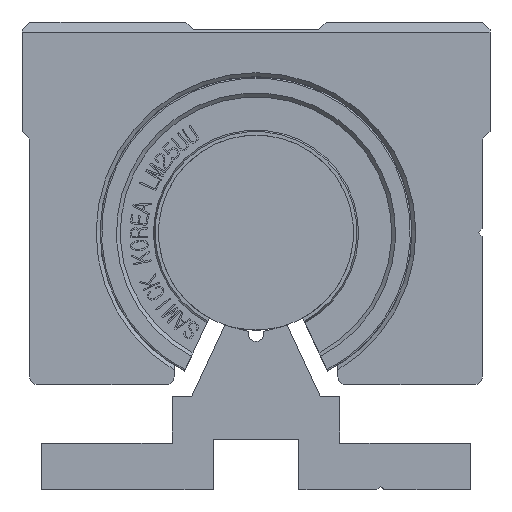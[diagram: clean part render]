
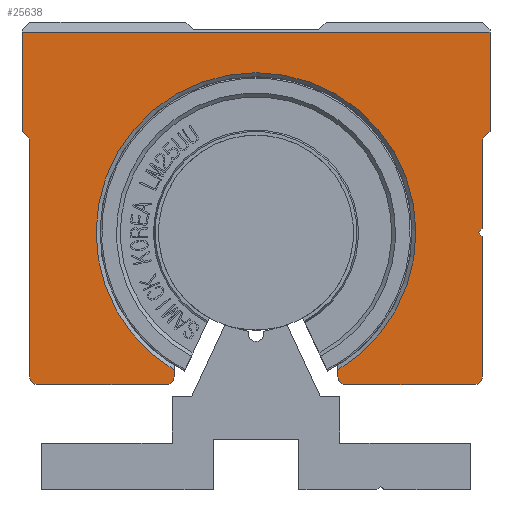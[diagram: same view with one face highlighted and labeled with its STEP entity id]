
A CAD part, front view. The second image highlights one B-rep face of the part: STEP entity #25638.
In plain terms, the highlighted face is planar.
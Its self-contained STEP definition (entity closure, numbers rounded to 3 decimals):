
#172=CIRCLE('',#26503,1.);
#173=CIRCLE('',#26504,1.);
#174=CIRCLE('',#26505,20.5);
#175=CIRCLE('',#26506,1.);
#176=CIRCLE('',#26507,1.);
#565=PLANE('',#26502);
#1564=FACE_OUTER_BOUND('',#2933,.T.);
#2933=EDGE_LOOP('',(#20163,#20164,#20165,#20166,#20167,#20168,#20169,#20170,
#20171,#20172,#20173,#20174,#20175,#20176,#20177,#20178,#20179,#20180,#20181));
#4615=LINE('',#40274,#6451);
#4634=LINE('',#40310,#6470);
#4647=LINE('',#40347,#6483);
#4648=LINE('',#40349,#6484);
#4649=LINE('',#40353,#6485);
#4650=LINE('',#40357,#6486);
#4651=LINE('',#40361,#6487);
#4652=LINE('',#40365,#6488);
#4653=LINE('',#40369,#6489);
#4654=LINE('',#40371,#6490);
#4655=LINE('',#40373,#6491);
#4656=LINE('',#40375,#6492);
#4657=LINE('',#40377,#6493);
#4658=LINE('',#40378,#6494);
#6451=VECTOR('',#28578,60.);
#6470=VECTOR('',#28611,12.7);
#6483=VECTOR('',#28638,1.414);
#6484=VECTOR('',#28639,30.5);
#6485=VECTOR('',#28642,16.5);
#6486=VECTOR('',#28645,0.893);
#6487=VECTOR('',#28648,0.893);
#6488=VECTOR('',#28651,16.5);
#6489=VECTOR('',#28654,18.);
#6490=VECTOR('',#28655,0.707);
#6491=VECTOR('',#28656,0.707);
#6492=VECTOR('',#28657,11.5);
#6493=VECTOR('',#28658,1.414);
#6494=VECTOR('',#28659,12.7);
#10530=VERTEX_POINT('',#40271);
#10531=VERTEX_POINT('',#40273);
#10541=VERTEX_POINT('',#40308);
#10558=VERTEX_POINT('',#40346);
#10559=VERTEX_POINT('',#40348);
#10560=VERTEX_POINT('',#40350);
#10561=VERTEX_POINT('',#40352);
#10562=VERTEX_POINT('',#40354);
#10563=VERTEX_POINT('',#40356);
#10564=VERTEX_POINT('',#40358);
#10565=VERTEX_POINT('',#40360);
#10566=VERTEX_POINT('',#40362);
#10567=VERTEX_POINT('',#40364);
#10568=VERTEX_POINT('',#40366);
#10569=VERTEX_POINT('',#40368);
#10570=VERTEX_POINT('',#40370);
#10571=VERTEX_POINT('',#40372);
#10572=VERTEX_POINT('',#40374);
#10573=VERTEX_POINT('',#40376);
#13871=EDGE_CURVE('',#10530,#10531,#4615,.T.);
#13890=EDGE_CURVE('',#10541,#10530,#4634,.T.);
#13908=EDGE_CURVE('',#10558,#10541,#4647,.T.);
#13909=EDGE_CURVE('',#10559,#10558,#4648,.T.);
#13910=EDGE_CURVE('',#10560,#10559,#172,.T.);
#13911=EDGE_CURVE('',#10561,#10560,#4649,.T.);
#13912=EDGE_CURVE('',#10562,#10561,#173,.T.);
#13913=EDGE_CURVE('',#10563,#10562,#4650,.T.);
#13914=EDGE_CURVE('',#10564,#10563,#174,.T.);
#13915=EDGE_CURVE('',#10565,#10564,#4651,.T.);
#13916=EDGE_CURVE('',#10566,#10565,#175,.T.);
#13917=EDGE_CURVE('',#10567,#10566,#4652,.T.);
#13918=EDGE_CURVE('',#10568,#10567,#176,.T.);
#13919=EDGE_CURVE('',#10569,#10568,#4653,.T.);
#13920=EDGE_CURVE('',#10570,#10569,#4654,.T.);
#13921=EDGE_CURVE('',#10571,#10570,#4655,.T.);
#13922=EDGE_CURVE('',#10572,#10571,#4656,.T.);
#13923=EDGE_CURVE('',#10573,#10572,#4657,.T.);
#13924=EDGE_CURVE('',#10531,#10573,#4658,.T.);
#20163=ORIENTED_EDGE('',*,*,#13871,.F.);
#20164=ORIENTED_EDGE('',*,*,#13890,.F.);
#20165=ORIENTED_EDGE('',*,*,#13908,.F.);
#20166=ORIENTED_EDGE('',*,*,#13909,.F.);
#20167=ORIENTED_EDGE('',*,*,#13910,.F.);
#20168=ORIENTED_EDGE('',*,*,#13911,.F.);
#20169=ORIENTED_EDGE('',*,*,#13912,.F.);
#20170=ORIENTED_EDGE('',*,*,#13913,.F.);
#20171=ORIENTED_EDGE('',*,*,#13914,.F.);
#20172=ORIENTED_EDGE('',*,*,#13915,.F.);
#20173=ORIENTED_EDGE('',*,*,#13916,.F.);
#20174=ORIENTED_EDGE('',*,*,#13917,.F.);
#20175=ORIENTED_EDGE('',*,*,#13918,.F.);
#20176=ORIENTED_EDGE('',*,*,#13919,.F.);
#20177=ORIENTED_EDGE('',*,*,#13920,.F.);
#20178=ORIENTED_EDGE('',*,*,#13921,.F.);
#20179=ORIENTED_EDGE('',*,*,#13922,.F.);
#20180=ORIENTED_EDGE('',*,*,#13923,.F.);
#20181=ORIENTED_EDGE('',*,*,#13924,.F.);
#25638=ADVANCED_FACE('',(#1564),#565,.T.);
#26502=AXIS2_PLACEMENT_3D('',#40345,#28636,#28637);
#26503=AXIS2_PLACEMENT_3D('',#40351,#28640,#28641);
#26504=AXIS2_PLACEMENT_3D('',#40355,#28643,#28644);
#26505=AXIS2_PLACEMENT_3D('',#40359,#28646,#28647);
#26506=AXIS2_PLACEMENT_3D('',#40363,#28649,#28650);
#26507=AXIS2_PLACEMENT_3D('',#40367,#28652,#28653);
#28578=DIRECTION('',(1.,0.,0.));
#28611=DIRECTION('',(0.,1.,0.));
#28636=DIRECTION('center_axis',(0.,0.,1.));
#28637=DIRECTION('ref_axis',(1.,0.,0.));
#28638=DIRECTION('',(-0.707,0.707,0.));
#28639=DIRECTION('',(0.,1.,0.));
#28640=DIRECTION('center_axis',(0.,0.,-1.));
#28641=DIRECTION('ref_axis',(1.,0.,0.));
#28642=DIRECTION('',(-1.,0.,0.));
#28643=DIRECTION('center_axis',(0.,0.,-1.));
#28644=DIRECTION('ref_axis',(0.,1.,0.));
#28645=DIRECTION('',(0.,-1.,0.));
#28646=DIRECTION('center_axis',(0.,0.,1.));
#28647=DIRECTION('ref_axis',(0.,1.,0.));
#28648=DIRECTION('',(0.,1.,0.));
#28649=DIRECTION('center_axis',(0.,0.,-1.));
#28650=DIRECTION('ref_axis',(1.,0.,0.));
#28651=DIRECTION('',(-1.,0.,0.));
#28652=DIRECTION('center_axis',(0.,0.,-1.));
#28653=DIRECTION('ref_axis',(0.,1.,0.));
#28654=DIRECTION('',(0.,-1.,0.));
#28655=DIRECTION('',(0.707,-0.707,0.));
#28656=DIRECTION('',(-0.707,-0.707,0.));
#28657=DIRECTION('',(0.,-1.,0.));
#28658=DIRECTION('',(-0.707,-0.707,0.));
#28659=DIRECTION('',(0.,-1.,0.));
#40271=CARTESIAN_POINT('',(-30.,25.7,32.5));
#40273=CARTESIAN_POINT('',(30.,25.7,32.5));
#40274=CARTESIAN_POINT('',(-30.,25.7,32.5));
#40308=CARTESIAN_POINT('',(-30.,13.,32.5));
#40310=CARTESIAN_POINT('',(-30.,13.,32.5));
#40345=CARTESIAN_POINT('Origin',(0.039,5.352,32.5));
#40346=CARTESIAN_POINT('',(-29.,12.,32.5));
#40347=CARTESIAN_POINT('',(-29.,12.,32.5));
#40348=CARTESIAN_POINT('',(-29.,-18.5,32.5));
#40349=CARTESIAN_POINT('',(-29.,-18.5,32.5));
#40350=CARTESIAN_POINT('',(-28.,-19.5,32.5));
#40351=CARTESIAN_POINT('Origin',(-28.,-18.5,32.5));
#40352=CARTESIAN_POINT('',(-11.5,-19.5,32.5));
#40353=CARTESIAN_POINT('',(-11.5,-19.5,32.5));
#40354=CARTESIAN_POINT('',(-10.5,-18.5,32.5));
#40355=CARTESIAN_POINT('Origin',(-11.5,-18.5,32.5));
#40356=CARTESIAN_POINT('',(-10.5,-17.607,32.5));
#40357=CARTESIAN_POINT('',(-10.5,-17.607,32.5));
#40358=CARTESIAN_POINT('',(10.5,-17.607,32.5));
#40359=CARTESIAN_POINT('Origin',(0.,0.,32.5));
#40360=CARTESIAN_POINT('',(10.5,-18.5,32.5));
#40361=CARTESIAN_POINT('',(10.5,-18.5,32.5));
#40362=CARTESIAN_POINT('',(11.5,-19.5,32.5));
#40363=CARTESIAN_POINT('Origin',(11.5,-18.5,32.5));
#40364=CARTESIAN_POINT('',(28.,-19.5,32.5));
#40365=CARTESIAN_POINT('',(28.,-19.5,32.5));
#40366=CARTESIAN_POINT('',(29.,-18.5,32.5));
#40367=CARTESIAN_POINT('Origin',(28.,-18.5,32.5));
#40368=CARTESIAN_POINT('',(29.,-0.5,32.5));
#40369=CARTESIAN_POINT('',(29.,-0.5,32.5));
#40370=CARTESIAN_POINT('',(28.5,0.,32.5));
#40371=CARTESIAN_POINT('',(28.5,0.,32.5));
#40372=CARTESIAN_POINT('',(29.,0.5,32.5));
#40373=CARTESIAN_POINT('',(29.,0.5,32.5));
#40374=CARTESIAN_POINT('',(29.,12.,32.5));
#40375=CARTESIAN_POINT('',(29.,12.,32.5));
#40376=CARTESIAN_POINT('',(30.,13.,32.5));
#40377=CARTESIAN_POINT('',(30.,13.,32.5));
#40378=CARTESIAN_POINT('',(30.,25.7,32.5));
